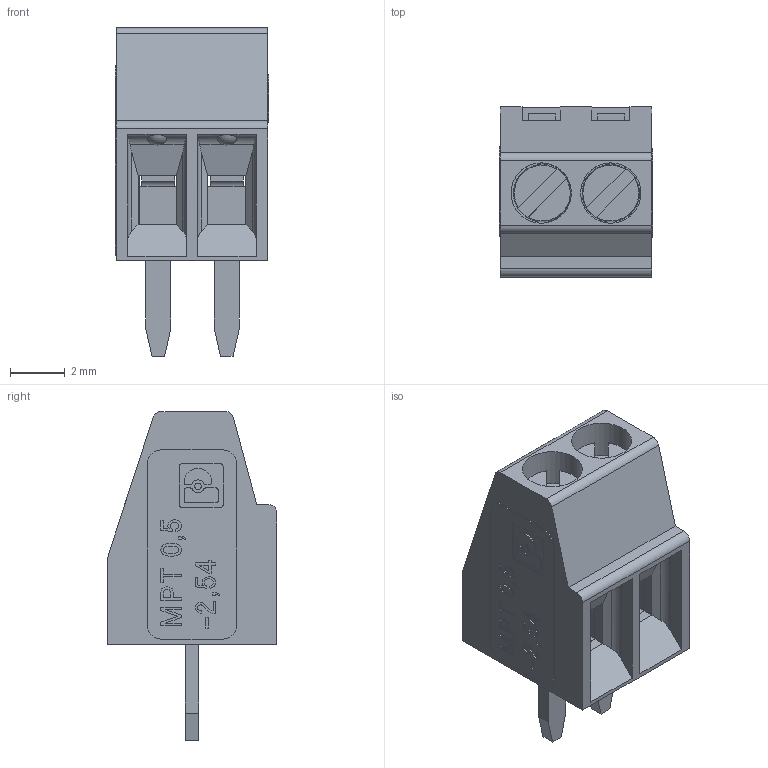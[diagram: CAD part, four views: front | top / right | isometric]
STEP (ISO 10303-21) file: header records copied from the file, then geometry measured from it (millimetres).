
FILE_DESCRIPTION(/* description */ ('STEP AP242','CAx-IF Rec.Pracs.---Representation and Presentation of Product Manufacturing Information (PMI)---4.0---2014-10-13','CAx-IF Rec.Pracs.---3D Tessellated Geometry---0.4---2014-09-14','2;1'),/* implementation_level */ '2;1');
FILE_NAME(/* name */ '1725656',/* time_stamp */ '2024-03-09T21:33:23+01:00',/* author */ ('License CC BY-ND 4.0'),/* organization */ ('CADENAS'),/* preprocessor_version */ 'ST-DEVELOPER v19.3',/* originating_system */ 'PARTsolutions',/* authorisation */ ' ');
FILE_SCHEMA (('AP242_MANAGED_MODEL_BASED_3D_ENGINEERING_MIM_LF { 1 0 10303 442 1 1 4 }'));
Length unit declared in the file: millimetre
Products named in the file (8): 1725656; 1725656_PART1; 1725656_PART2; 1725656_PART3; 1725656_PART4; 1725656_PART5; 1725656_PART6; 1725656_PART7
Assembly tree (7 placements, depth 2):
  1725656
    1725656_PART1
    1725656_PART2
    1725656_PART3
    1725656_PART4
    1725656_PART5
    1725656_PART6
    1725656_PART7
Bounding box: 5.6 x 6.2 x 12 mm (x, y, z)
Volume: 175.7 mm3; surface area: 705.5 mm2
Topology: 7 solids, 7 shells, 574 faces, 1589 edges, 1049 vertices
Faces by surface type: plane 517, cylinder 53, sphere 2, cone 2
Full cylindrical faces by diameter (mm): 0.238 x1, 1.6 x4, 1.7 x2, 2.2 x2
Entity records: 18759 total; most frequent: CARTESIAN_POINT 3841, ORIENTED_EDGE 3146, DIRECTION 2849, EDGE_CURVE 1573, LINE 1425, VECTOR 1425, VERTEX_POINT 1044, AXIS2_PLACEMENT_3D 712
